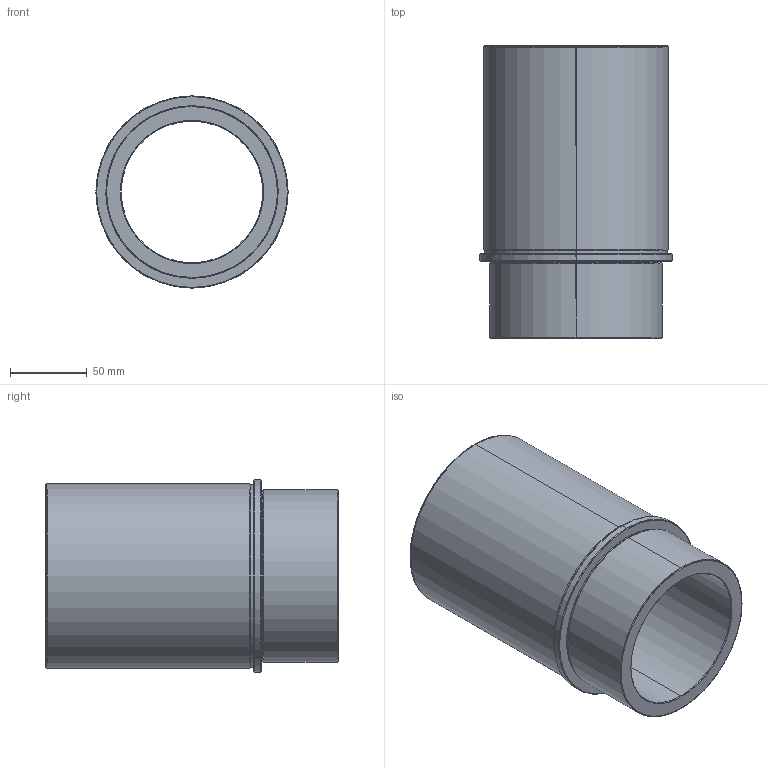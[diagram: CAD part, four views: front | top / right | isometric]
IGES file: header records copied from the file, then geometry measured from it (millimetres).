
Start section: SolidWorks IGES file using analytic representation for surfaces
Global section: file name: CDCE80140.igs; native system: SolidWorks 2014; preprocessor: SolidWorks 2014; author: Maxiel; date: 140728.213820; units: millimetre
Bounding box: 125 x 190 x 125 mm (x, y, z)
Surface area: 136746.1 mm2 (no closed solid volume)
Topology: 0 solids, 0 shells, 342 faces, 4959 edges, 4959 vertices
Faces by surface type: bspline 308, revolution 34
